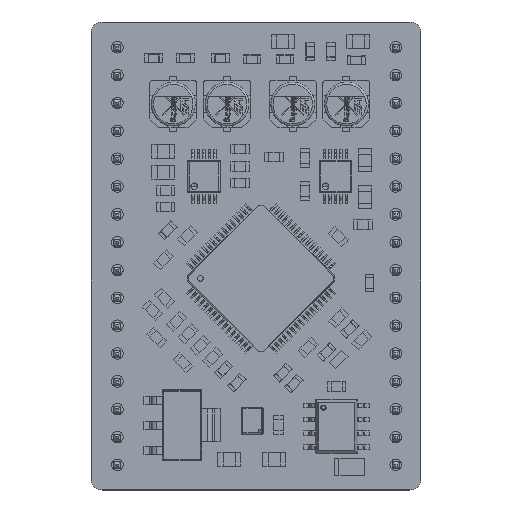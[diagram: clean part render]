
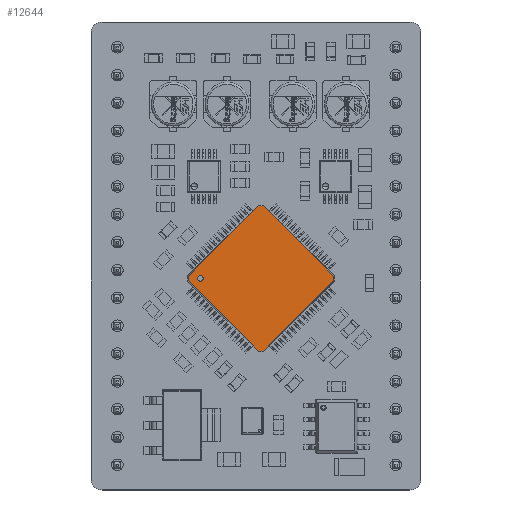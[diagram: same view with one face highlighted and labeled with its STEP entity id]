
A CAD part, top view. The second image highlights one B-rep face of the part: STEP entity #12644.
In plain terms, the highlighted planar face has unit normal (0, 0, 1).
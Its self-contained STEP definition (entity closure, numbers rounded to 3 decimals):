
#12609 = VERTEX_POINT('',#12610);
#12610 = CARTESIAN_POINT('',(-3.65,-3.9,1.));
#12616 = EDGE_CURVE('',#12617,#12609,#12619,.T.);
#12617 = VERTEX_POINT('',#12618);
#12618 = CARTESIAN_POINT('',(-4.15,-3.9,1.));
#12619 = CIRCLE('',#12620,0.25);
#12620 = AXIS2_PLACEMENT_3D('',#12621,#12622,#12623);
#12621 = CARTESIAN_POINT('',(-3.9,-3.9,1.));
#12622 = DIRECTION('',(0.,0.,1.));
#12623 = DIRECTION('',(1.,0.,0.));
#12644 = ADVANCED_FACE('',(#12645,#12655),#12721,.T.);
#12645 = FACE_BOUND('',#12646,.T.);
#12646 = EDGE_LOOP('',(#12647,#12654));
#12647 = ORIENTED_EDGE('',*,*,#12648,.F.);
#12648 = EDGE_CURVE('',#12609,#12617,#12649,.T.);
#12649 = CIRCLE('',#12650,0.25);
#12650 = AXIS2_PLACEMENT_3D('',#12651,#12652,#12653);
#12651 = CARTESIAN_POINT('',(-3.9,-3.9,1.));
#12652 = DIRECTION('',(0.,0.,1.));
#12653 = DIRECTION('',(1.,0.,0.));
#12654 = ORIENTED_EDGE('',*,*,#12616,.F.);
#12655 = FACE_BOUND('',#12656,.T.);
#12656 = EDGE_LOOP('',(#12657,#12667,#12675,#12683,#12691,#12699,#12707,
    #12715));
#12657 = ORIENTED_EDGE('',*,*,#12658,.T.);
#12658 = EDGE_CURVE('',#12659,#12661,#12663,.T.);
#12659 = VERTEX_POINT('',#12660);
#12660 = CARTESIAN_POINT('',(4.839,-4.525,1.));
#12661 = VERTEX_POINT('',#12662);
#12662 = CARTESIAN_POINT('',(4.839,4.525,1.));
#12663 = LINE('',#12664,#12665);
#12664 = CARTESIAN_POINT('',(4.839,4.55,1.));
#12665 = VECTOR('',#12666,1.);
#12666 = DIRECTION('',(0.,1.,0.));
#12667 = ORIENTED_EDGE('',*,*,#12668,.T.);
#12668 = EDGE_CURVE('',#12661,#12669,#12671,.T.);
#12669 = VERTEX_POINT('',#12670);
#12670 = CARTESIAN_POINT('',(4.525,4.839,1.));
#12671 = LINE('',#12672,#12673);
#12672 = CARTESIAN_POINT('',(4.507,4.857,1.));
#12673 = VECTOR('',#12674,1.);
#12674 = DIRECTION('',(-0.707,0.707,0.));
#12675 = ORIENTED_EDGE('',*,*,#12676,.T.);
#12676 = EDGE_CURVE('',#12669,#12677,#12679,.T.);
#12677 = VERTEX_POINT('',#12678);
#12678 = CARTESIAN_POINT('',(-4.525,4.839,1.));
#12679 = LINE('',#12680,#12681);
#12680 = CARTESIAN_POINT('',(-4.55,4.839,1.));
#12681 = VECTOR('',#12682,1.);
#12682 = DIRECTION('',(-1.,0.,0.));
#12683 = ORIENTED_EDGE('',*,*,#12684,.T.);
#12684 = EDGE_CURVE('',#12677,#12685,#12687,.T.);
#12685 = VERTEX_POINT('',#12686);
#12686 = CARTESIAN_POINT('',(-4.839,4.525,1.));
#12687 = LINE('',#12688,#12689);
#12688 = CARTESIAN_POINT('',(-4.857,4.507,1.));
#12689 = VECTOR('',#12690,1.);
#12690 = DIRECTION('',(-0.707,-0.707,0.));
#12691 = ORIENTED_EDGE('',*,*,#12692,.T.);
#12692 = EDGE_CURVE('',#12685,#12693,#12695,.T.);
#12693 = VERTEX_POINT('',#12694);
#12694 = CARTESIAN_POINT('',(-4.839,-4.525,1.));
#12695 = LINE('',#12696,#12697);
#12696 = CARTESIAN_POINT('',(-4.839,-4.55,1.));
#12697 = VECTOR('',#12698,1.);
#12698 = DIRECTION('',(0.,-1.,0.));
#12699 = ORIENTED_EDGE('',*,*,#12700,.T.);
#12700 = EDGE_CURVE('',#12693,#12701,#12703,.T.);
#12701 = VERTEX_POINT('',#12702);
#12702 = CARTESIAN_POINT('',(-4.525,-4.839,1.));
#12703 = LINE('',#12704,#12705);
#12704 = CARTESIAN_POINT('',(-4.507,-4.857,1.));
#12705 = VECTOR('',#12706,1.);
#12706 = DIRECTION('',(0.707,-0.707,0.));
#12707 = ORIENTED_EDGE('',*,*,#12708,.T.);
#12708 = EDGE_CURVE('',#12701,#12709,#12711,.T.);
#12709 = VERTEX_POINT('',#12710);
#12710 = CARTESIAN_POINT('',(4.525,-4.839,1.));
#12711 = LINE('',#12712,#12713);
#12712 = CARTESIAN_POINT('',(4.55,-4.839,1.));
#12713 = VECTOR('',#12714,1.);
#12714 = DIRECTION('',(1.,0.,0.));
#12715 = ORIENTED_EDGE('',*,*,#12716,.T.);
#12716 = EDGE_CURVE('',#12709,#12659,#12717,.T.);
#12717 = LINE('',#12718,#12719);
#12718 = CARTESIAN_POINT('',(4.857,-4.507,1.));
#12719 = VECTOR('',#12720,1.);
#12720 = DIRECTION('',(0.707,0.707,0.));
#12721 = PLANE('',#12722);
#12722 = AXIS2_PLACEMENT_3D('',#12723,#12724,#12725);
#12723 = CARTESIAN_POINT('',(-4.9,-4.9,1.));
#12724 = DIRECTION('',(0.,0.,1.));
#12725 = DIRECTION('',(1.,0.,0.));
